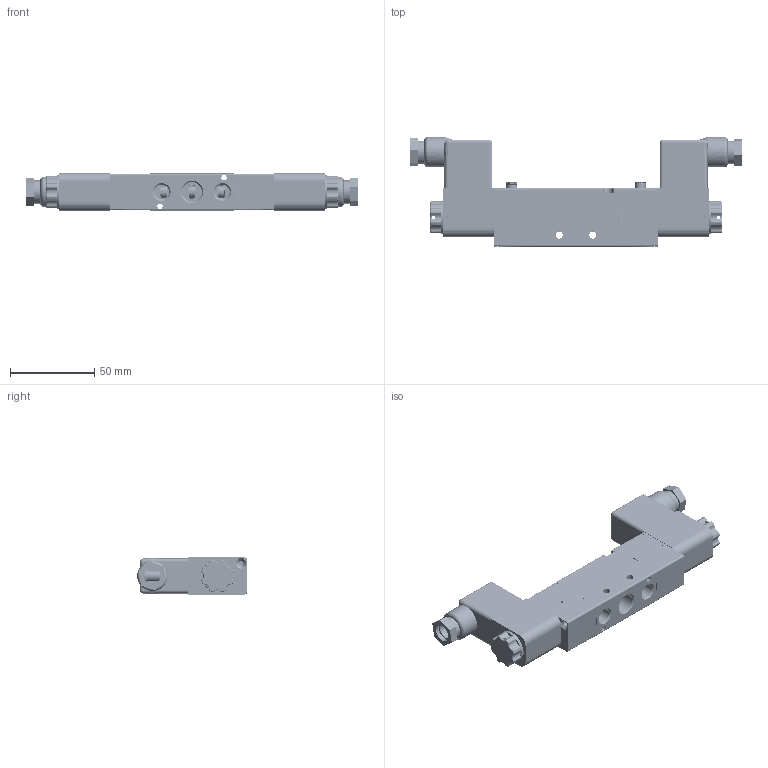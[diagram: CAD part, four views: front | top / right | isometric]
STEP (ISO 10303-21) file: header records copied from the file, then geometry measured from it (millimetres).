
FILE_DESCRIPTION (( 'STEP AP203' ), '1' );
FILE_NAME ('NA212-E2.STEP', '2021-09-16T03:22:13', ( '' ), ( '' ), 'SwSTEP 2.0', 'SolidWorks 2014', '' );
FILE_SCHEMA (( 'CONFIG_CONTROL_DESIGN' ));
Length unit declared in the file: millimetre
Products named in the file (29): SV20-29襯套; SN20-12固定螺帽; NA20-18活塞; SV20-06線圈; NA2101 -E2; SV20-35電樞銅管接頭OR; 引導本體OR; NA2107; SN20-32壓縮彈簧二; NA212-E2; NA2102-B; SN20-22鐵片; SV20-07端子; NA2105; SV20-34電樞銅管OR; SN20-25電樞; SN20-17活塞VR; SN20引導本體組; SN20-23橡膠墊塊1; SN20-19手動銷; SN20-16引導本體; SN20-15固定鐵片; SV20-21手動銷OR; PRNA2103; SN20-20手動銷彈簧-free; SN20-28電樞銅管接頭; SV20-30電樞銅管; SN20-24橡膠墊塊2; 五圈錐形彈簧
Assembly tree (44 placements, depth 3):
  NA212-E2
    NA2101 -E2
    NA2107  x2
    PRNA2103  x6
    NA2105  x5
    SN20引導本體組  x2
      SN20-20手動銷彈簧-free
      SN20-19手動銷
      SV20-21手動銷OR
      SN20-22鐵片
      SN20-25電樞
      SN20-23橡膠墊塊1
      SN20-24橡膠墊塊2
      SN20-32壓縮彈簧二
      SN20-28電樞銅管接頭
      SV20-29襯套
      SV20-30電樞銅管
      五圈錐形彈簧
      SN20-15固定鐵片
      SV20-34電樞銅管OR
      SV20-35電樞銅管接頭OR
      SN20-12固定螺帽
      引導本體OR
    NA20-18活塞  x2
    SN20-17活塞VR  x2
    NA2102-B
    SN20-16引導本體  x2
    SV20-06線圈  x2
    SV20-07端子  x2
Bounding box: 197.3 x 65.25 x 22.2 mm (x, y, z)
Volume: 107441.1 mm3; surface area: 87148.9 mm2
Topology: 59 solids, 59 shells, 4021 faces, 9752 edges, 6004 vertices
Faces by surface type: plane 1611, cylinder 1081, torus 580, cone 313, bspline 252, sphere 184
Entity records: 74048 total; most frequent: CARTESIAN_POINT 24801, DIRECTION 9804, ORIENTED_EDGE 9484, EDGE_CURVE 4742, AXIS2_PLACEMENT_3D 3809, VERTEX_POINT 2930, VECTOR 2186, LINE 2186
